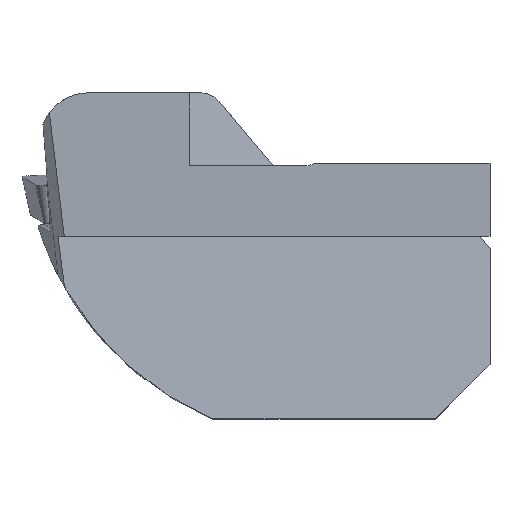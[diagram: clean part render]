
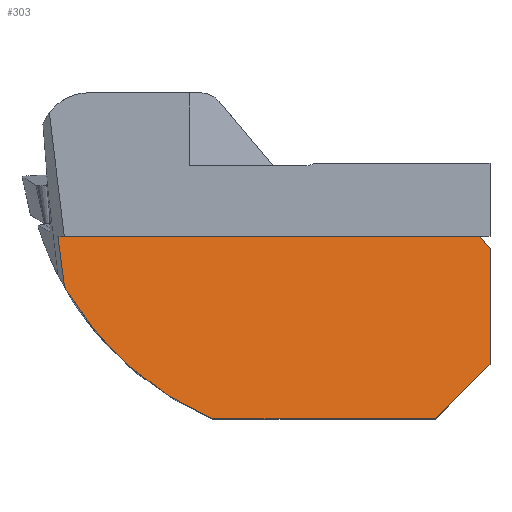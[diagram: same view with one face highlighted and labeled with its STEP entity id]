
A CAD part, top view. The second image highlights one B-rep face of the part: STEP entity #303.
In plain terms, the highlighted planar face has unit normal (0, 0.14, 0.99).
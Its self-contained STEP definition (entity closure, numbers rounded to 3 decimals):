
#248=B_SPLINE_CURVE_WITH_KNOTS('',3,(#2786,#2787,#2788,#2789),
 .UNSPECIFIED.,.F.,.F.,(4,4),(0.,1.),.UNSPECIFIED.);
#303=ADVANCED_FACE('',(#461),#396,.T.);
#396=PLANE('',#2012);
#461=FACE_OUTER_BOUND('',#533,.T.);
#533=EDGE_LOOP('',(#760,#761,#762,#763,#764,#765,#766));
#760=ORIENTED_EDGE('',*,*,#1425,.F.);
#761=ORIENTED_EDGE('',*,*,#1406,.T.);
#762=ORIENTED_EDGE('',*,*,#1416,.T.);
#763=ORIENTED_EDGE('',*,*,#1426,.F.);
#764=ORIENTED_EDGE('',*,*,#1427,.F.);
#765=ORIENTED_EDGE('',*,*,#1428,.T.);
#766=ORIENTED_EDGE('',*,*,#1429,.T.);
#1209=VERTEX_POINT('',#2785);
#1210=VERTEX_POINT('',#2790);
#1213=VERTEX_POINT('',#2812);
#1220=VERTEX_POINT('',#2863);
#1221=VERTEX_POINT('',#2865);
#1222=VERTEX_POINT('',#2867);
#1223=VERTEX_POINT('',#2869);
#1406=EDGE_CURVE('',#1210,#1209,#248,.T.);
#1416=EDGE_CURVE('',#1209,#1213,#1642,.T.);
#1425=EDGE_CURVE('',#1210,#1220,#1647,.T.);
#1426=EDGE_CURVE('',#1221,#1213,#1648,.T.);
#1427=EDGE_CURVE('',#1222,#1221,#1649,.T.);
#1428=EDGE_CURVE('',#1222,#1223,#1650,.T.);
#1429=EDGE_CURVE('',#1223,#1220,#1651,.T.);
#1642=LINE('',#2813,#1805);
#1647=LINE('',#2862,#1810);
#1648=LINE('',#2864,#1811);
#1649=LINE('',#2866,#1812);
#1650=LINE('',#2868,#1813);
#1651=LINE('',#2870,#1814);
#1805=VECTOR('',#2259,1.);
#1810=VECTOR('',#2268,1.);
#1811=VECTOR('',#2269,1.);
#1812=VECTOR('',#2270,1.);
#1813=VECTOR('',#2271,1.);
#1814=VECTOR('',#2272,1.);
#2012=AXIS2_PLACEMENT_3D('',#2871,#2273,#2274);
#2259=DIRECTION('',(1.,0.,0.));
#2268=DIRECTION('',(-0.128,0.982,-0.139));
#2269=DIRECTION('',(-0.704,-0.704,0.1));
#2270=DIRECTION('',(0.,-0.99,0.14));
#2271=DIRECTION('',(-0.639,0.762,-0.108));
#2272=DIRECTION('',(-1.,0.,0.));
#2273=DIRECTION('',(0.,0.14,0.99));
#2274=DIRECTION('',(0.,0.99,-0.14));
#2785=CARTESIAN_POINT('',(-11.776,-21.,2.121));
#2786=CARTESIAN_POINT('',(-23.978,-10.145,0.586));
#2787=CARTESIAN_POINT('',(-21.249,-14.949,1.266));
#2788=CARTESIAN_POINT('',(-16.911,-18.833,1.815));
#2789=CARTESIAN_POINT('',(-11.776,-21.,2.121));
#2790=CARTESIAN_POINT('',(-23.978,-10.145,0.586));
#2812=CARTESIAN_POINT('',(6.5,-21.,2.121));
#2813=CARTESIAN_POINT('',(-32.45,-21.,2.121));
#2862=CARTESIAN_POINT('',(-24.45,-6.523,0.074));
#2863=CARTESIAN_POINT('',(-24.518,-6.,0.));
#2864=CARTESIAN_POINT('',(-5.988,-33.488,3.888));
#2865=CARTESIAN_POINT('',(11.,-16.5,1.485));
#2866=CARTESIAN_POINT('',(11.,-7.545,0.219));
#2867=CARTESIAN_POINT('',(11.,-7.,0.141));
#2868=CARTESIAN_POINT('',(6.69,-1.863,-0.585));
#2869=CARTESIAN_POINT('',(10.161,-6.,0.));
#2870=CARTESIAN_POINT('',(-32.45,-6.,0.));
#2871=CARTESIAN_POINT('',(-32.45,-7.545,0.219));
